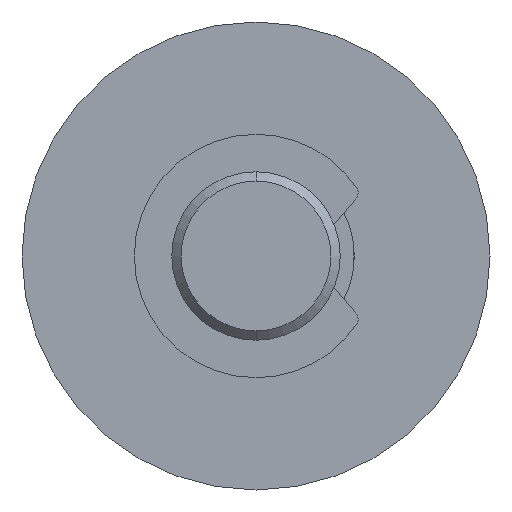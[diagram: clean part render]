
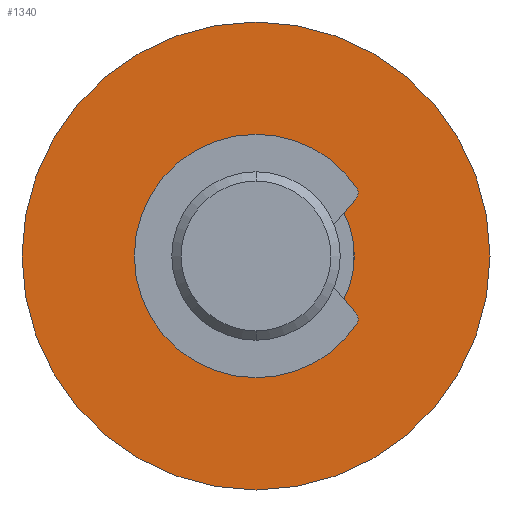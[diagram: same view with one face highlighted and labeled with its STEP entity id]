
A CAD part, front view. The second image highlights one B-rep face of the part: STEP entity #1340.
In plain terms, the highlighted planar face has unit normal (0, -1, 0).
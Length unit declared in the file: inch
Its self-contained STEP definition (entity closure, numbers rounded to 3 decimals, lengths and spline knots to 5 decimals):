
#141 = EDGE_LOOP ( 'NONE', ( #819, #962 ) ) ;
#188 = ORIENTED_EDGE ( 'NONE', *, *, #429, .F. ) ;
#205 = CARTESIAN_POINT ( 'NONE',  ( 0., -2.6025, 0.315 ) ) ;
#215 = EDGE_CURVE ( 'NONE', #1613, #606, #1008, .T. ) ;
#226 = DIRECTION ( 'NONE',  ( 0., -1., 0. ) ) ;
#284 = VERTEX_POINT ( 'NONE', #205 ) ;
#291 = CIRCLE ( 'NONE', #1524, 0.75 ) ;
#363 = AXIS2_PLACEMENT_3D ( 'NONE', #746, #758, #891 ) ;
#429 = EDGE_CURVE ( 'NONE', #957, #284, #602, .T. ) ;
#433 = CARTESIAN_POINT ( 'NONE',  ( 0., -2.6025, -0.315 ) ) ;
#449 = EDGE_CURVE ( 'NONE', #284, #957, #575, .T. ) ;
#575 = CIRCLE ( 'NONE', #1172, 0.315 ) ;
#602 = CIRCLE ( 'NONE', #1082, 0.315 ) ;
#606 = VERTEX_POINT ( 'NONE', #1278 ) ;
#646 = ORIENTED_EDGE ( 'NONE', *, *, #449, .F. ) ;
#685 = CARTESIAN_POINT ( 'NONE',  ( 0., -2.6025, 0. ) ) ;
#725 = CARTESIAN_POINT ( 'NONE',  ( 0., -2.6025, 0. ) ) ;
#746 = CARTESIAN_POINT ( 'NONE',  ( 0., -2.6025, 0. ) ) ;
#750 = CARTESIAN_POINT ( 'NONE',  ( 0., -2.6025, 0.75 ) ) ;
#758 = DIRECTION ( 'NONE',  ( 0., -1., 0. ) ) ;
#819 = ORIENTED_EDGE ( 'NONE', *, *, #1537, .T. ) ;
#836 = DIRECTION ( 'NONE',  ( 0., 0., -1. ) ) ;
#877 = DIRECTION ( 'NONE',  ( 0., 0., -1. ) ) ;
#891 = DIRECTION ( 'NONE',  ( 0., 0., -1. ) ) ;
#913 = EDGE_LOOP ( 'NONE', ( #188, #646 ) ) ;
#957 = VERTEX_POINT ( 'NONE', #433 ) ;
#962 = ORIENTED_EDGE ( 'NONE', *, *, #215, .T. ) ;
#1008 = CIRCLE ( 'NONE', #363, 0.75 ) ;
#1082 = AXIS2_PLACEMENT_3D ( 'NONE', #685, #1808, #836 ) ;
#1084 = FACE_BOUND ( 'NONE', #913, .T. ) ;
#1106 = FACE_OUTER_BOUND ( 'NONE', #141, .T. ) ;
#1111 = AXIS2_PLACEMENT_3D ( 'NONE', #1604, #1425, #1962 ) ;
#1137 = CARTESIAN_POINT ( 'NONE',  ( 0., -2.6025, 0. ) ) ;
#1172 = AXIS2_PLACEMENT_3D ( 'NONE', #1137, #226, #1287 ) ;
#1278 = CARTESIAN_POINT ( 'NONE',  ( 0., -2.6025, -0.75 ) ) ;
#1287 = DIRECTION ( 'NONE',  ( 0., 0., -1. ) ) ;
#1340 = ADVANCED_FACE ( 'NONE', ( #1084, #1106 ), #1798, .F. ) ;
#1425 = DIRECTION ( 'NONE',  ( 0., 1., 0. ) ) ;
#1524 = AXIS2_PLACEMENT_3D ( 'NONE', #725, #1841, #877 ) ;
#1537 = EDGE_CURVE ( 'NONE', #606, #1613, #291, .T. ) ;
#1604 = CARTESIAN_POINT ( 'NONE',  ( 0.75, -2.6025, 0. ) ) ;
#1613 = VERTEX_POINT ( 'NONE', #750 ) ;
#1798 = PLANE ( 'NONE',  #1111 ) ;
#1808 = DIRECTION ( 'NONE',  ( 0., -1., 0. ) ) ;
#1841 = DIRECTION ( 'NONE',  ( 0., -1., 0. ) ) ;
#1962 = DIRECTION ( 'NONE',  ( 0., 0., 1. ) ) ;
